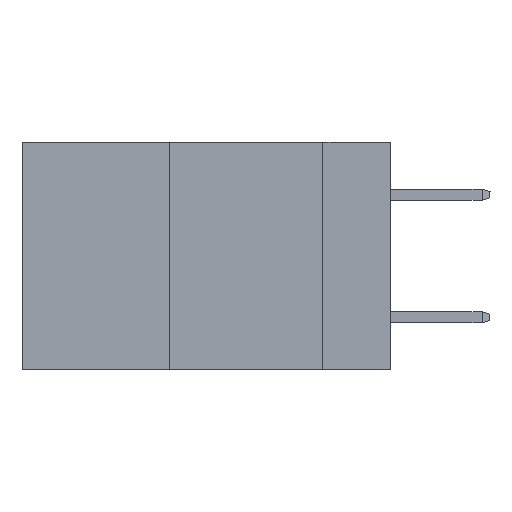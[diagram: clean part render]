
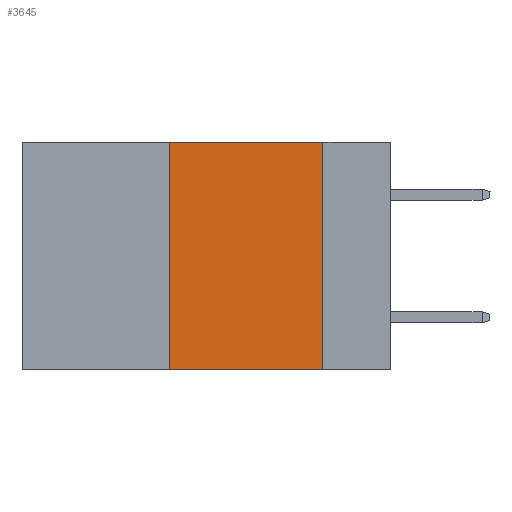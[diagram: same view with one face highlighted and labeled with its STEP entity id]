
A CAD part, left-side view. The second image highlights one B-rep face of the part: STEP entity #3645.
In plain terms, the highlighted planar face has unit normal (-1, 0, 0).
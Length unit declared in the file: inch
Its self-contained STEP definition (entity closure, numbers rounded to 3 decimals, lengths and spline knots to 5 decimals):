
#149 = DIRECTION ( 'NONE',  ( 1., 0., 0. ) ) ;
#178 = CARTESIAN_POINT ( 'NONE',  ( 0., 0.36, -0.37 ) ) ;
#802 = AXIS2_PLACEMENT_3D ( 'NONE', #11543, #149, #8434 ) ;
#1107 = ORIENTED_EDGE ( 'NONE', *, *, #7991, .T. ) ;
#1270 = CARTESIAN_POINT ( 'NONE',  ( 0., 0.11, -0.37 ) ) ;
#1687 = VERTEX_POINT ( 'NONE', #16519 ) ;
#1872 = CARTESIAN_POINT ( 'NONE',  ( 0., 0.36, 0. ) ) ;
#2214 = CARTESIAN_POINT ( 'NONE',  ( 0., 0.6, 0. ) ) ;
#2526 = VERTEX_POINT ( 'NONE', #178 ) ;
#2902 = CARTESIAN_POINT ( 'NONE',  ( 0., 0.36, 0. ) ) ;
#3010 = EDGE_LOOP ( 'NONE', ( #10363, #6750, #8691, #1107 ) ) ;
#3220 = CARTESIAN_POINT ( 'NONE',  ( 0., 0.11, 0. ) ) ;
#3380 = LINE ( 'NONE', #2214, #13220 ) ;
#3455 = VECTOR ( 'NONE', #11522, 39.37008 ) ;
#3561 = EDGE_CURVE ( 'NONE', #12145, #1687, #3380, .T. ) ;
#3645 = ADVANCED_FACE ( 'NONE', ( #10940 ), #9385, .F. ) ;
#6331 = DIRECTION ( 'NONE',  ( 0., -1., 0. ) ) ;
#6750 = ORIENTED_EDGE ( 'NONE', *, *, #3561, .F. ) ;
#7593 = EDGE_CURVE ( 'NONE', #2526, #12145, #8474, .T. ) ;
#7991 = EDGE_CURVE ( 'NONE', #2526, #10712, #10311, .T. ) ;
#8101 = CARTESIAN_POINT ( 'NONE',  ( 0., 0.6, -0.37 ) ) ;
#8434 = DIRECTION ( 'NONE',  ( 0., 0., -1. ) ) ;
#8474 = LINE ( 'NONE', #1872, #11757 ) ;
#8691 = ORIENTED_EDGE ( 'NONE', *, *, #7593, .F. ) ;
#9385 = PLANE ( 'NONE',  #802 ) ;
#10108 = VECTOR ( 'NONE', #6331, 39.37008 ) ;
#10311 = LINE ( 'NONE', #8101, #10108 ) ;
#10363 = ORIENTED_EDGE ( 'NONE', *, *, #11732, .F. ) ;
#10712 = VERTEX_POINT ( 'NONE', #1270 ) ;
#10940 = FACE_OUTER_BOUND ( 'NONE', #3010, .T. ) ;
#11522 = DIRECTION ( 'NONE',  ( 0., 0., -1. ) ) ;
#11543 = CARTESIAN_POINT ( 'NONE',  ( 0., 0.6, 0. ) ) ;
#11732 = EDGE_CURVE ( 'NONE', #1687, #10712, #13101, .T. ) ;
#11757 = VECTOR ( 'NONE', #15145, 39.37008 ) ;
#12145 = VERTEX_POINT ( 'NONE', #2902 ) ;
#13101 = LINE ( 'NONE', #3220, #3455 ) ;
#13220 = VECTOR ( 'NONE', #14909, 39.37008 ) ;
#14909 = DIRECTION ( 'NONE',  ( 0., -1., 0. ) ) ;
#15145 = DIRECTION ( 'NONE',  ( 0., 0., 1. ) ) ;
#16519 = CARTESIAN_POINT ( 'NONE',  ( 0., 0.11, 0. ) ) ;
